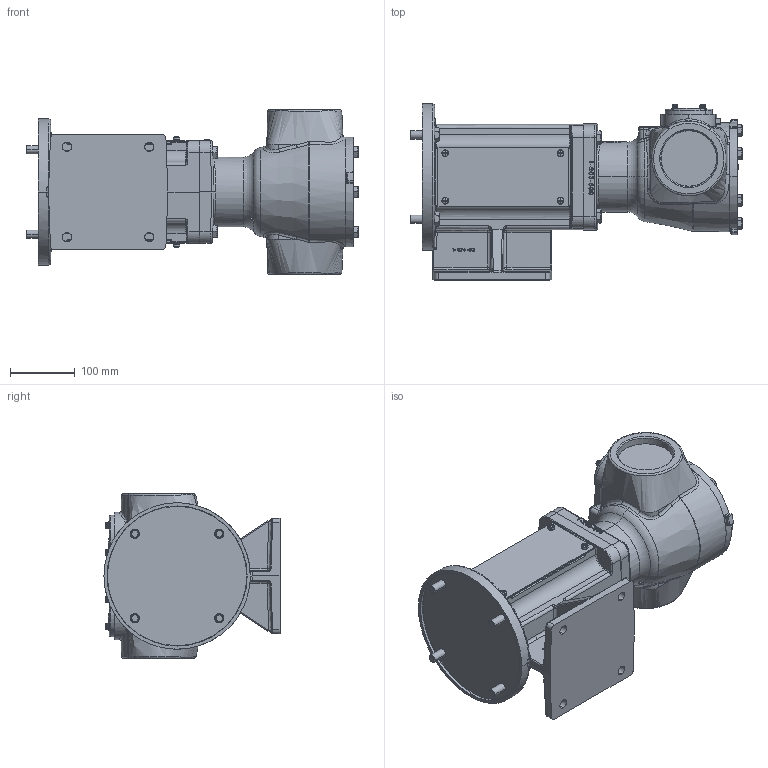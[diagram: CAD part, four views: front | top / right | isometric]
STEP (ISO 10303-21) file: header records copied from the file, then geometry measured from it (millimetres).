
FILE_DESCRIPTION (( 'STEP AP214' ), '1' );
FILE_NAME ('AL495-M_(182-184TC, 213-215TC).STEP', '2017-02-27T15:38:30', ( '' ), ( '' ), 'SwSTEP 2.0', 'SolidWorks 2016', '' );
FILE_SCHEMA (( 'AUTOMOTIVE_DESIGN' ));
Length unit declared in the file: inch
Products named in the file (2): AL495-M_(182-184TC, 213-215TC)
Bounding box: 512.09 x 271.53 x 254 mm (x, y, z)
Volume: 12087150.8 mm3; surface area: 579523.6 mm2
Topology: 1 solids, 9 shells, 2324 faces, 6063 edges, 3882 vertices
Faces by surface type: plane 1115, bspline 584, cylinder 357, cone 157, torus 77, sphere 34
Entity records: 155125 total; most frequent: CARTESIAN_POINT 87403, ORIENTED_EDGE 12094, DIRECTION 8552, EDGE_CURVE 6047, VERTEX_POINT 3882, AXIS2_PLACEMENT_3D 2906, LINE 2740, VECTOR 2740
